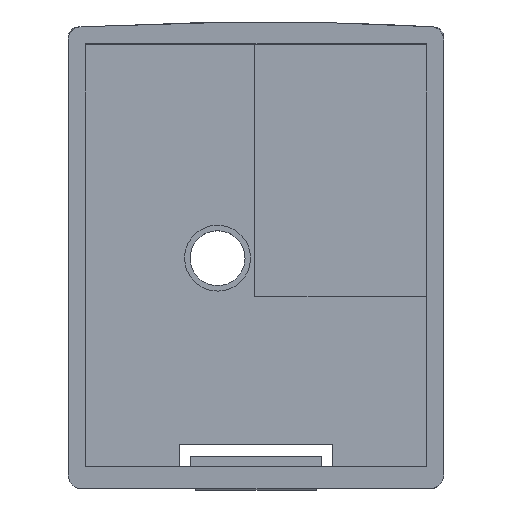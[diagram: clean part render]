
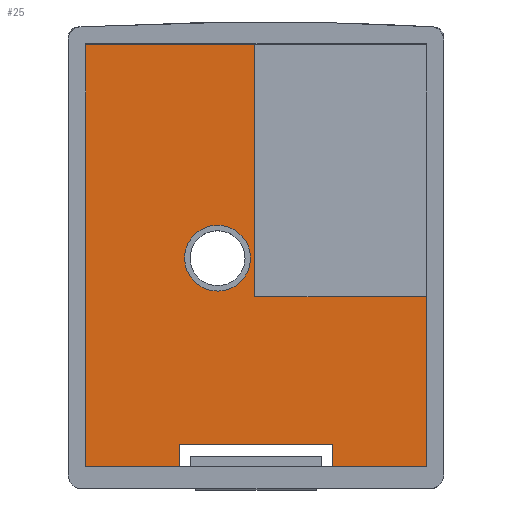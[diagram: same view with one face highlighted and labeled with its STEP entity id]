
A CAD part, top view. The second image highlights one B-rep face of the part: STEP entity #25.
In plain terms, the highlighted planar face has unit normal (0, 0, 1).
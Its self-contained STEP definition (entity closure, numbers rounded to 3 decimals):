
#14=FACE_BOUND('',#200,.T.);
#25=ADVANCED_FACE('',(#112,#14),#1477,.T.);
#112=FACE_OUTER_BOUND('',#199,.T.);
#199=EDGE_LOOP('',(#305,#306,#307,#308,#309,#310,#311,#312,#313,#314));
#200=EDGE_LOOP('',(#315));
#305=ORIENTED_EDGE('',*,*,#1018,.T.);
#306=ORIENTED_EDGE('',*,*,#792,.F.);
#307=ORIENTED_EDGE('',*,*,#793,.T.);
#308=ORIENTED_EDGE('',*,*,#796,.T.);
#309=ORIENTED_EDGE('',*,*,#790,.F.);
#310=ORIENTED_EDGE('',*,*,#794,.F.);
#311=ORIENTED_EDGE('',*,*,#789,.F.);
#312=ORIENTED_EDGE('',*,*,#795,.T.);
#313=ORIENTED_EDGE('',*,*,#791,.F.);
#314=ORIENTED_EDGE('',*,*,#797,.F.);
#315=ORIENTED_EDGE('',*,*,#943,.F.);
#789=EDGE_CURVE('',#1295,#1296,#1102,.T.);
#790=EDGE_CURVE('',#1298,#1297,#1103,.T.);
#791=EDGE_CURVE('',#1304,#1299,#1104,.T.);
#792=EDGE_CURVE('',#1300,#1294,#1105,.T.);
#793=EDGE_CURVE('',#1300,#1302,#1106,.T.);
#794=EDGE_CURVE('',#1296,#1298,#1107,.T.);
#795=EDGE_CURVE('',#1295,#1299,#1108,.T.);
#796=EDGE_CURVE('',#1302,#1297,#1109,.T.);
#797=EDGE_CURVE('',#1303,#1304,#1110,.T.);
#943=EDGE_CURVE('',#1301,#1301,#1083,.T.);
#1018=EDGE_CURVE('',#1303,#1294,#1283,.T.);
#1083=CIRCLE('',#1717,3.003);
#1102=B_SPLINE_CURVE_WITH_KNOTS('',1,(#2175,#2176,#2177,#2178),
 .UNSPECIFIED.,.F.,.F.,(2,1,1,2),(-18.037,-17.04,-16.04,
-15.04),.UNSPECIFIED.);
#1103=B_SPLINE_CURVE_WITH_KNOTS('',1,(#2179,#2180,#2181),.UNSPECIFIED.,
 .F.,.F.,(2,1,2),(6.002,7.002,8.),
 .UNSPECIFIED.);
#1104=B_SPLINE_CURVE_WITH_KNOTS('',1,(#2182,#2183),.UNSPECIFIED.,.F.,.F.,
(2,2),(80.002,95.502),.UNSPECIFIED.);
#1105=B_SPLINE_CURVE_WITH_KNOTS('',1,(#2184,#2185),.UNSPECIFIED.,.F.,.F.,
(2,2),(62.6,78.),.UNSPECIFIED.);
#1106=B_SPLINE_CURVE_WITH_KNOTS('',1,(#2186,#2187),.UNSPECIFIED.,.F.,.F.,
(2,2),(-38.5,0.),.UNSPECIFIED.);
#1107=B_SPLINE_CURVE_WITH_KNOTS('',1,(#2188,#2189),.UNSPECIFIED.,.F.,.F.,
(2,2),(2.,3.),.UNSPECIFIED.);
#1108=B_SPLINE_CURVE_WITH_KNOTS('',1,(#2190,#2191),.UNSPECIFIED.,.F.,.F.,
(2,2),(22.503,31.),.UNSPECIFIED.);
#1109=B_SPLINE_CURVE_WITH_KNOTS('',1,(#2192,#2193),.UNSPECIFIED.,.F.,.F.,
(2,2),(0.,8.497),.UNSPECIFIED.);
#1110=B_SPLINE_CURVE_WITH_KNOTS('',1,(#2194,#2195),.UNSPECIFIED.,.F.,.F.,
(2,2),(0.,15.6),.UNSPECIFIED.);
#1283=B_SPLINE_CURVE_WITH_KNOTS('',1,(#2872,#2873,#2874),.UNSPECIFIED.,
 .F.,.F.,(2,1,2),(0.12,1.936,22.936),
 .UNSPECIFIED.);
#1294=VERTEX_POINT('',#1995);
#1295=VERTEX_POINT('',#1996);
#1296=VERTEX_POINT('',#1997);
#1297=VERTEX_POINT('',#1998);
#1298=VERTEX_POINT('',#1999);
#1299=VERTEX_POINT('',#2000);
#1300=VERTEX_POINT('',#2001);
#1301=VERTEX_POINT('',#2002);
#1302=VERTEX_POINT('',#2003);
#1303=VERTEX_POINT('',#2004);
#1304=VERTEX_POINT('',#2005);
#1477=PLANE('',#1625);
#1625=AXIS2_PLACEMENT_3D('',#1872,#1736,$);
#1717=AXIS2_PLACEMENT_3D($,#2666,#1841,#1842);
#1736=DIRECTION('',(0.,0.,1.));
#1841=DIRECTION('',(0.,0.,1.));
#1842=DIRECTION('',(0.309,0.951,0.));
#1872=CARTESIAN_POINT('',(33.,-36.,8.));
#1995=CARTESIAN_POINT('',(48.4,2.5,8.));
#1996=CARTESIAN_POINT('',(55.503,-36.,8.));
#1997=CARTESIAN_POINT('',(55.503,-33.997,8.));
#1998=CARTESIAN_POINT('',(41.497,-36.,8.));
#1999=CARTESIAN_POINT('',(41.497,-33.997,8.));
#2000=CARTESIAN_POINT('',(64.,-36.,8.));
#2001=CARTESIAN_POINT('',(33.,2.5,8.));
#2002=CARTESIAN_POINT('',(45.928,-14.144,8.));
#2003=CARTESIAN_POINT('',(33.,-36.,8.));
#2004=CARTESIAN_POINT('',(48.4,-20.5,8.));
#2005=CARTESIAN_POINT('',(64.,-20.5,8.));
#2175=CARTESIAN_POINT('',(55.503,-36.,8.));
#2176=CARTESIAN_POINT('',(55.503,-35.071,8.));
#2177=CARTESIAN_POINT('',(55.503,-34.998,8.));
#2178=CARTESIAN_POINT('',(55.503,-33.997,8.));
#2179=CARTESIAN_POINT('',(41.497,-33.997,8.));
#2180=CARTESIAN_POINT('',(41.497,-35.071,8.));
#2181=CARTESIAN_POINT('',(41.497,-36.,8.));
#2182=CARTESIAN_POINT('',(64.,-20.5,8.));
#2183=CARTESIAN_POINT('',(64.,-36.,8.));
#2184=CARTESIAN_POINT('',(33.,2.5,8.));
#2185=CARTESIAN_POINT('',(48.4,2.5,8.));
#2186=CARTESIAN_POINT('',(33.,2.5,8.));
#2187=CARTESIAN_POINT('',(33.,-36.,8.));
#2188=CARTESIAN_POINT('',(55.503,-33.997,8.));
#2189=CARTESIAN_POINT('',(41.497,-33.997,8.));
#2190=CARTESIAN_POINT('',(55.503,-36.,8.));
#2191=CARTESIAN_POINT('',(64.,-36.,8.));
#2192=CARTESIAN_POINT('',(33.,-36.,8.));
#2193=CARTESIAN_POINT('',(41.497,-36.,8.));
#2194=CARTESIAN_POINT('',(48.4,-20.5,8.));
#2195=CARTESIAN_POINT('',(64.,-20.5,8.));
#2666=CARTESIAN_POINT('',(45.,-17.,8.));
#2872=CARTESIAN_POINT('',(48.4,-20.5,8.));
#2873=CARTESIAN_POINT('',(48.4,-18.5,8.));
#2874=CARTESIAN_POINT('',(48.4,2.5,8.));
